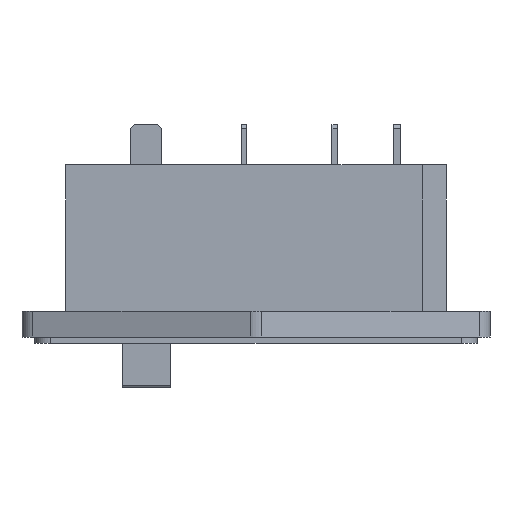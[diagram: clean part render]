
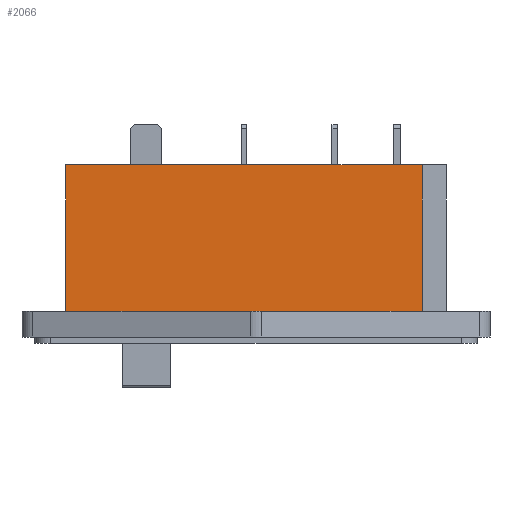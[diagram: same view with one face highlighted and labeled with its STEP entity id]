
A CAD part, front view. The second image highlights one B-rep face of the part: STEP entity #2066.
In plain terms, the highlighted planar face has unit normal (0, -1, 0).
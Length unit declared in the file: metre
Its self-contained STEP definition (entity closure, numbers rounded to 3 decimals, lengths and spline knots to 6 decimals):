
#96 = DIRECTION ( 'NONE',  ( 1., 0., 0. ) ) ;
#99 = EDGE_CURVE ( 'NONE', #1402, #2276, #3137, .T. ) ;
#215 = AXIS2_PLACEMENT_3D ( 'NONE', #2335, #3900, #3885 ) ;
#344 = EDGE_CURVE ( 'NONE', #2276, #737, #3632, .T. ) ;
#413 = CARTESIAN_POINT ( 'NONE',  ( -0.02365, -0.0135, 0.0182 ) ) ;
#417 = ORIENTED_EDGE ( 'NONE', *, *, #99, .F. ) ;
#459 = CARTESIAN_POINT ( 'NONE',  ( 0.02065, -0.0135, 0. ) ) ;
#570 = ORIENTED_EDGE ( 'NONE', *, *, #344, .F. ) ;
#571 = ORIENTED_EDGE ( 'NONE', *, *, #1601, .T. ) ;
#620 = EDGE_LOOP ( 'NONE', ( #570, #417, #991, #571 ) ) ;
#625 = DIRECTION ( 'NONE',  ( 0., 0., -1. ) ) ;
#737 = VERTEX_POINT ( 'NONE', #459 ) ;
#794 = CARTESIAN_POINT ( 'NONE',  ( 0.02065, -0.0135, 0.0182 ) ) ;
#991 = ORIENTED_EDGE ( 'NONE', *, *, #3285, .F. ) ;
#1052 = DIRECTION ( 'NONE',  ( 1., 0., 0. ) ) ;
#1177 = VECTOR ( 'NONE', #1052, 1. ) ;
#1279 = VECTOR ( 'NONE', #625, 1. ) ;
#1402 = VERTEX_POINT ( 'NONE', #2701 ) ;
#1425 = CARTESIAN_POINT ( 'NONE',  ( -0.02365, -0.0135, 0. ) ) ;
#1601 = EDGE_CURVE ( 'NONE', #2793, #737, #3373, .T. ) ;
#1877 = CARTESIAN_POINT ( 'NONE',  ( 0., -0.0135, 0. ) ) ;
#2066 = ADVANCED_FACE ( 'NONE', ( #3538 ), #2713, .F. ) ;
#2109 = VECTOR ( 'NONE', #2835, 1. ) ;
#2118 = CARTESIAN_POINT ( 'NONE',  ( 0.02065, -0.0135, 0.0182 ) ) ;
#2198 = CARTESIAN_POINT ( 'NONE',  ( -0.02365, -0.0135, 0.0182 ) ) ;
#2276 = VERTEX_POINT ( 'NONE', #794 ) ;
#2335 = CARTESIAN_POINT ( 'NONE',  ( -0.02365, -0.0135, 0.0182 ) ) ;
#2701 = CARTESIAN_POINT ( 'NONE',  ( -0.02365, -0.0135, 0.0182 ) ) ;
#2713 = PLANE ( 'NONE',  #215 ) ;
#2793 = VERTEX_POINT ( 'NONE', #1425 ) ;
#2795 = VECTOR ( 'NONE', #96, 1. ) ;
#2835 = DIRECTION ( 'NONE',  ( 0., 0., 1. ) ) ;
#3108 = LINE ( 'NONE', #413, #2109 ) ;
#3137 = LINE ( 'NONE', #2198, #2795 ) ;
#3285 = EDGE_CURVE ( 'NONE', #2793, #1402, #3108, .T. ) ;
#3373 = LINE ( 'NONE', #1877, #1177 ) ;
#3538 = FACE_OUTER_BOUND ( 'NONE', #620, .T. ) ;
#3632 = LINE ( 'NONE', #2118, #1279 ) ;
#3885 = DIRECTION ( 'NONE',  ( 1., 0., 0. ) ) ;
#3900 = DIRECTION ( 'NONE',  ( 0., 1., 0. ) ) ;
